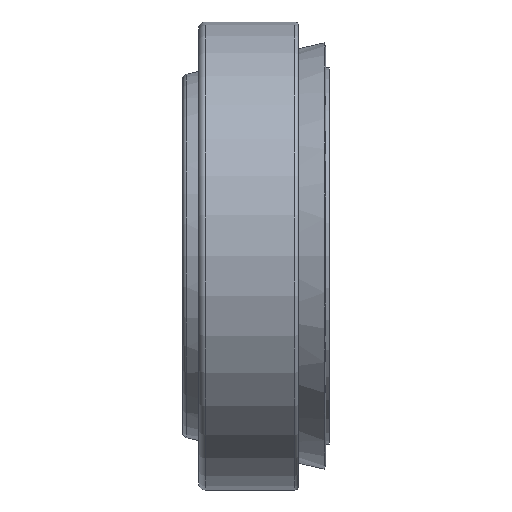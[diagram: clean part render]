
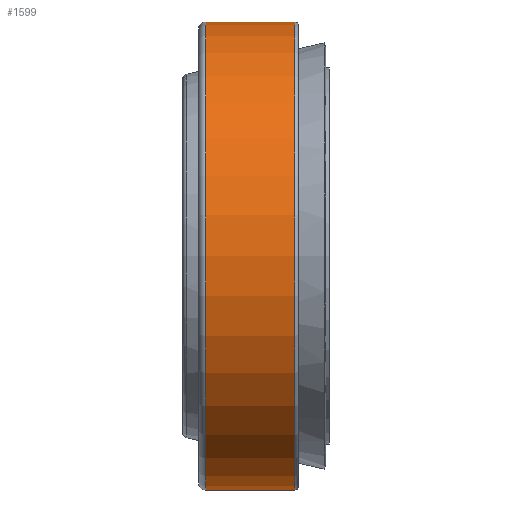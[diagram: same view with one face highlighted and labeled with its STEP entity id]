
A CAD part, top view. The second image highlights one B-rep face of the part: STEP entity #1599.
In plain terms, the highlighted cylindrical face has radius 34 mm (diameter 68 mm), a partial arc.
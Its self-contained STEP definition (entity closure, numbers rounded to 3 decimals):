
#1599=ADVANCED_FACE('',(#3185),#3186,.T.);
#3185=FACE_OUTER_BOUND('',#4787,.T.);
#3186=CYLINDRICAL_SURFACE('',#4788,34.0);
#4787=EDGE_LOOP('',(#9099,#9100,#9101,#9102));
#4788=AXIS2_PLACEMENT_3D('',#9103,#9104,#9105);
#9099=ORIENTED_EDGE('',*,*,#10119,.T.);
#9100=ORIENTED_EDGE('',*,*,#10799,.F.);
#9101=ORIENTED_EDGE('',*,*,#10121,.T.);
#9102=ORIENTED_EDGE('',*,*,#10797,.T.);
#9103=CARTESIAN_POINT('',(7.505,0.0,0.0));
#9104=DIRECTION('',(1.0,0.0,0.0));
#9105=DIRECTION('',(0.0,1.0,0.));
#10119=EDGE_CURVE('',#12252,#12243,#12253,.T.);
#10121=EDGE_CURVE('',#12246,#12254,#12256,.T.);
#10797=EDGE_CURVE('',#12254,#12252,#13258,.T.);
#10799=EDGE_CURVE('',#12246,#12243,#13260,.T.);
#12243=VERTEX_POINT('',#15220);
#12246=VERTEX_POINT('',#15223);
#12252=VERTEX_POINT('',#15229);
#12253=LINE('',#15230,#15231);
#12254=VERTEX_POINT('',#15232);
#12256=LINE('',#15234,#15235);
#13258=CIRCLE('',#16687,34.0);
#13260=CIRCLE('',#16689,34.0);
#15220=CARTESIAN_POINT('',(1.02,34.0,0.));
#15223=CARTESIAN_POINT('',(1.02,-34.0,0.));
#15229=CARTESIAN_POINT('',(13.99,34.0,0.));
#15230=CARTESIAN_POINT('',(7.505,34.0,0.));
#15231=VECTOR('',#17700,1.0);
#15232=CARTESIAN_POINT('',(13.99,-34.0,0.));
#15234=CARTESIAN_POINT('',(7.505,-34.0,0.));
#15235=VECTOR('',#17704,1.0);
#16687=AXIS2_PLACEMENT_3D('',#18278,#18279,#18280);
#16689=AXIS2_PLACEMENT_3D('',#18281,#18282,#18283);
#17700=DIRECTION('',(-1.0,0.0,0.0));
#17704=DIRECTION('',(1.0,0.0,0.0));
#18278=CARTESIAN_POINT('',(13.99,0.0,0.0));
#18279=DIRECTION('',(-1.0,0.0,0.0));
#18280=DIRECTION('',(0.0,1.0,0.));
#18281=CARTESIAN_POINT('',(1.02,0.0,0.0));
#18282=DIRECTION('',(-1.0,0.0,0.0));
#18283=DIRECTION('',(0.0,1.0,0.));
